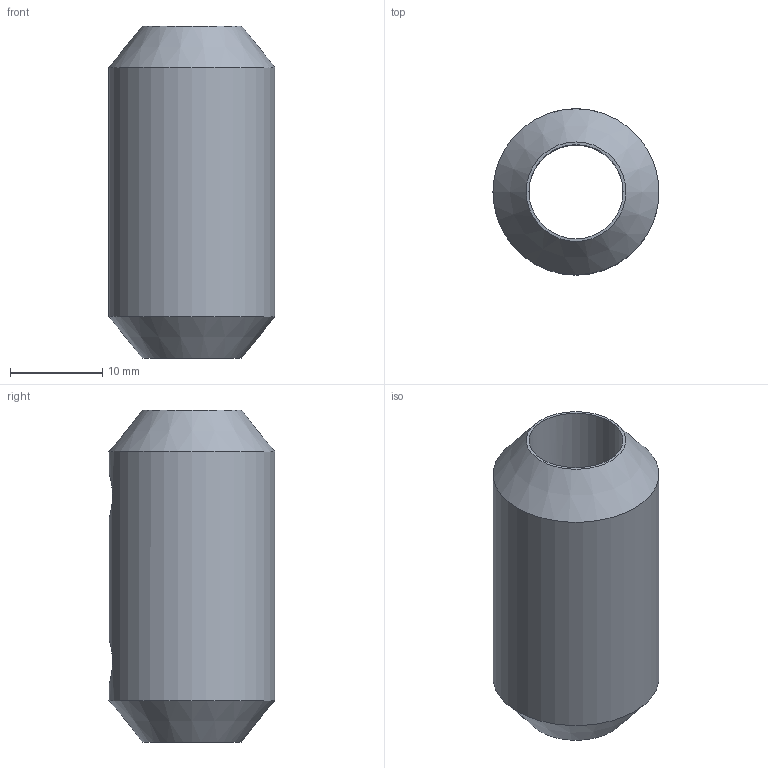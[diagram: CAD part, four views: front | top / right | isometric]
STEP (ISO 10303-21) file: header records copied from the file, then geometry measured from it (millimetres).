
FILE_DESCRIPTION(/* description */ (''),/* implementation_level */ '2;1');
FILE_NAME(/* name */ 'Traversenhalter_X204.stp',/* time_stamp */ '2017-07-24T09:23:08+02:00',/* author */ (''),/* organization */ (''),/* preprocessor_version */ 'ST-DEVELOPER v16',/* originating_system */ 'SIEMENS PLM Software NX 11.0',/* authorisation */ '');
FILE_SCHEMA (('AUTOMOTIVE_DESIGN { 1 0 10303 214 3 1 1 1 }'));
Length unit declared in the file: millimetre
Products named in the file (1): Goge29ACDC24l26h
Bounding box: 18 x 18 x 36 mm (x, y, z)
Volume: 5294.3 mm3; surface area: 3342.9 mm2
Topology: 1 solids, 1 shells, 30 faces, 87 edges, 59 vertices
Faces by surface type: cylinder 14, bspline 12, plane 2, cone 2
Full cylindrical faces by diameter (mm): 10.2 x1, 18 x1
Entity records: 6916 total; most frequent: CARTESIAN_POINT 6293, ORIENTED_EDGE 156, EDGE_CURVE 78, B_SPLINE_CURVE_WITH_KNOTS 72, VERTEX_POINT 56, DIRECTION 50, EDGE_LOOP 42, ADVANCED_FACE 30
